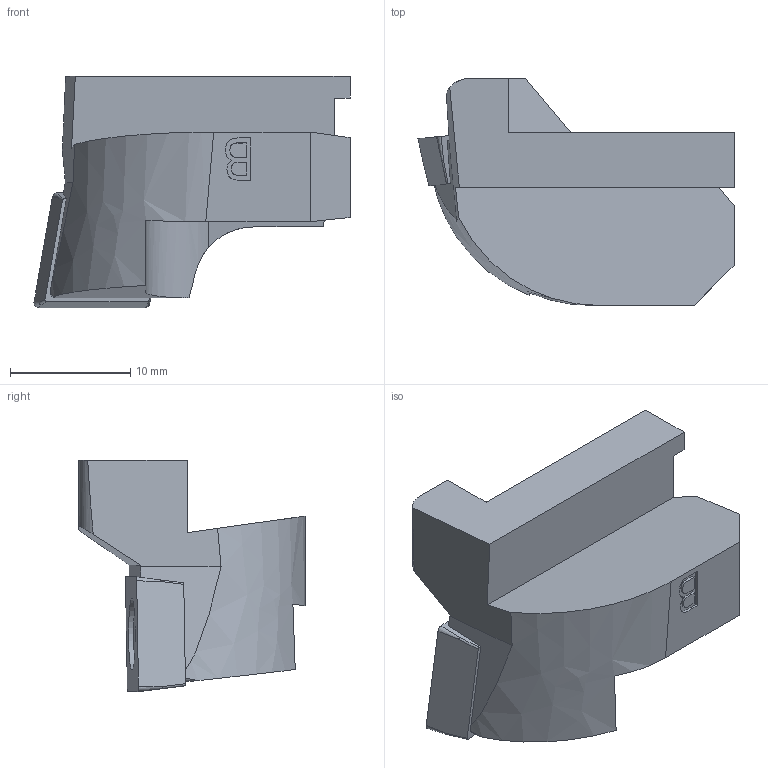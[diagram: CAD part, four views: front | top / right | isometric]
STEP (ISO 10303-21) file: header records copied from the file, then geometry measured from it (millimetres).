
FILE_DESCRIPTION(/* description */ (''),/* implementation_level */ '2;1');
FILE_NAME(/* name */ '1548862079522.stp',/* time_stamp */ '2019-01-30T16:28:16+01:00',/* author */ (''),/* organization */ ('SMS'),/* preprocessor_version */ 'ST-DEVELOPER v15',/* originating_system */ 'SIEMENS PLM Software NX 8.5',/* authorisation */ '');
FILE_SCHEMA (('AUTOMOTIVE_DESIGN { 1 0 10303 214 3 1 1 1 }'));
Length unit declared in the file: millimetre
Products named in the file (4): ASSEMBLY_CONSTRUCTION; 200998958mod000_02; 201026703mod000_00; 201026763mod000_01
Assembly tree (3 placements, depth 2):
  201026763mod000_01
    201026703mod000_00
    200998958mod000_02
    ASSEMBLY_CONSTRUCTION
Bounding box: 26.24 x 18.8 x 19.2 mm (x, y, z)
Volume: 3240 mm3; surface area: 2148.6 mm2
Topology: 2 solids, 2 shells, 69 faces, 182 edges, 131 vertices
Faces by surface type: plane 42, extrusion 11, cylinder 6, cone 6, torus 4
Full cylindrical faces by diameter (mm): 4.4 x2
Entity records: 2608 total; most frequent: CARTESIAN_POINT 782, ORIENTED_EDGE 338, DIRECTION 324, EDGE_CURVE 169, VECTOR 118, VERTEX_POINT 116, LINE 107, AXIS2_PLACEMENT_3D 103
